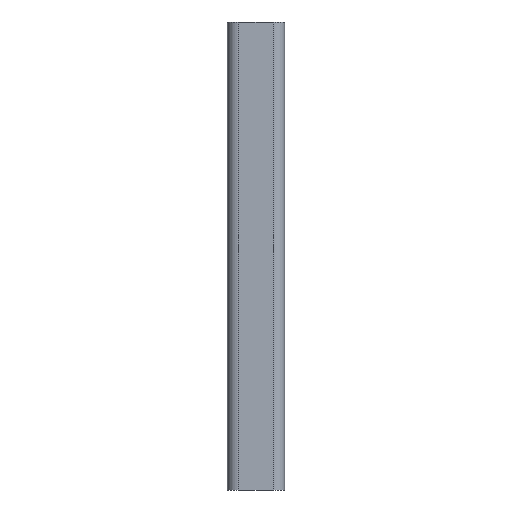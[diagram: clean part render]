
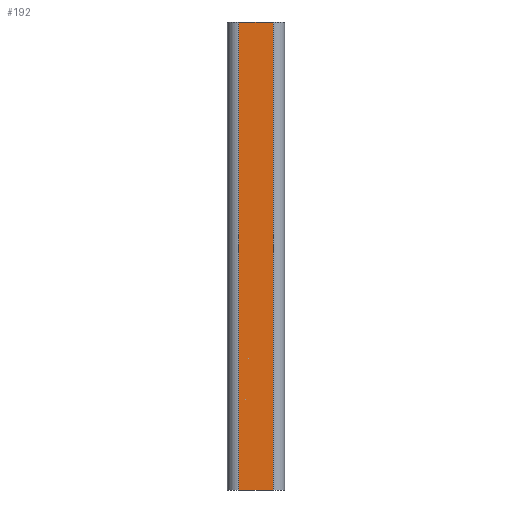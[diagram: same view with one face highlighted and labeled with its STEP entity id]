
A CAD part, left-side view. The second image highlights one B-rep face of the part: STEP entity #192.
In plain terms, the highlighted face is planar.
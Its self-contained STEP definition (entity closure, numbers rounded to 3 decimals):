
#1 = DIRECTION ( 'NONE',  ( 0., 1., 0. ) ) ;
#4 = CARTESIAN_POINT ( 'NONE',  ( 25., 15., 200. ) ) ;
#6 = CARTESIAN_POINT ( 'NONE',  ( 25., -15., -210. ) ) ;
#9 = FACE_OUTER_BOUND ( 'NONE', #453, .T. ) ;
#13 = EDGE_CURVE ( 'NONE', #144, #217, #561, .T. ) ;
#22 = VECTOR ( 'NONE', #314, 1000. ) ;
#28 = ORIENTED_EDGE ( 'NONE', *, *, #168, .F. ) ;
#45 = CARTESIAN_POINT ( 'NONE',  ( 25., 15., -210. ) ) ;
#143 = DIRECTION ( 'NONE',  ( 0., 0., 1. ) ) ;
#144 = VERTEX_POINT ( 'NONE', #478 ) ;
#145 = CARTESIAN_POINT ( 'NONE',  ( 25., -15., 0. ) ) ;
#162 = EDGE_CURVE ( 'NONE', #238, #419, #535, .T. ) ;
#168 = EDGE_CURVE ( 'NONE', #238, #144, #399, .T. ) ;
#192 = ADVANCED_FACE ( 'NONE', ( #9 ), #411, .T. ) ;
#193 = DIRECTION ( 'NONE',  ( 1., 0., 0. ) ) ;
#196 = LINE ( 'NONE', #361, #342 ) ;
#198 = ORIENTED_EDGE ( 'NONE', *, *, #13, .F. ) ;
#217 = VERTEX_POINT ( 'NONE', #4 ) ;
#221 = DIRECTION ( 'NONE',  ( 0., 1., 0. ) ) ;
#238 = VERTEX_POINT ( 'NONE', #6 ) ;
#278 = VECTOR ( 'NONE', #221, 1000. ) ;
#307 = EDGE_CURVE ( 'NONE', #419, #217, #196, .T. ) ;
#309 = ORIENTED_EDGE ( 'NONE', *, *, #162, .T. ) ;
#314 = DIRECTION ( 'NONE',  ( 0., 1., 0. ) ) ;
#317 = DIRECTION ( 'NONE',  ( 0., 0., 1. ) ) ;
#342 = VECTOR ( 'NONE', #143, 1000. ) ;
#361 = CARTESIAN_POINT ( 'NONE',  ( 25., 15., 0. ) ) ;
#399 = LINE ( 'NONE', #145, #567 ) ;
#411 = PLANE ( 'NONE',  #552 ) ;
#419 = VERTEX_POINT ( 'NONE', #442 ) ;
#442 = CARTESIAN_POINT ( 'NONE',  ( 25., 15., -210. ) ) ;
#453 = EDGE_LOOP ( 'NONE', ( #198, #28, #309, #546 ) ) ;
#478 = CARTESIAN_POINT ( 'NONE',  ( 25., -15., 200. ) ) ;
#499 = CARTESIAN_POINT ( 'NONE',  ( 25., 15., 0. ) ) ;
#535 = LINE ( 'NONE', #45, #278 ) ;
#546 = ORIENTED_EDGE ( 'NONE', *, *, #307, .T. ) ;
#552 = AXIS2_PLACEMENT_3D ( 'NONE', #499, #193, #1 ) ;
#561 = LINE ( 'NONE', #566, #22 ) ;
#566 = CARTESIAN_POINT ( 'NONE',  ( 25., 15., 200. ) ) ;
#567 = VECTOR ( 'NONE', #317, 1000. ) ;
